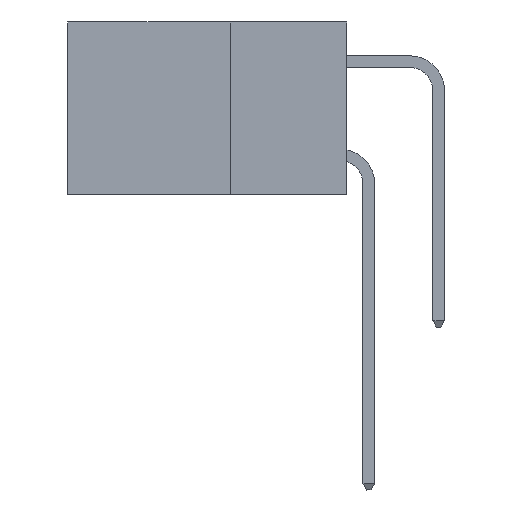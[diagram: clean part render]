
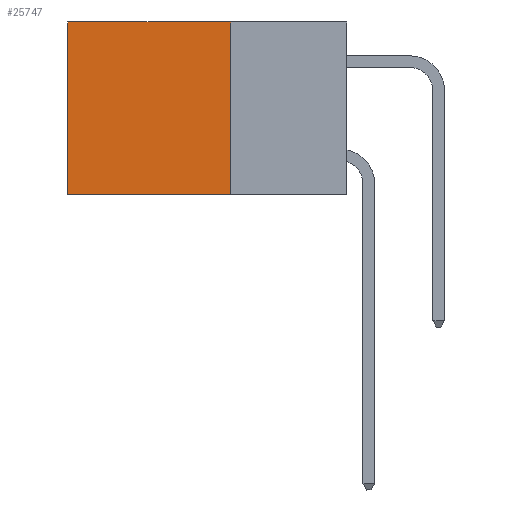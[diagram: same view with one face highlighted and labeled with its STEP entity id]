
A CAD part, left-side view. The second image highlights one B-rep face of the part: STEP entity #25747.
In plain terms, the highlighted planar face has unit normal (-1, 0, 0).
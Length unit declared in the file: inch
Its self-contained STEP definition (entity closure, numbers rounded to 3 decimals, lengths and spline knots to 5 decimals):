
#177 = VECTOR ( 'NONE', #11496, 39.37008 ) ;
#1132 = CARTESIAN_POINT ( 'NONE',  ( 0.2875, 0.25, -0.37 ) ) ;
#1526 = VERTEX_POINT ( 'NONE', #35364 ) ;
#2083 = DIRECTION ( 'NONE',  ( 0., 1., 0. ) ) ;
#2437 = PLANE ( 'NONE',  #10585 ) ;
#2629 = DIRECTION ( 'NONE',  ( 0., 0., -1. ) ) ;
#2825 = FACE_OUTER_BOUND ( 'NONE', #28985, .T. ) ;
#3947 = CARTESIAN_POINT ( 'NONE',  ( 0.2875, 0.25, 0. ) ) ;
#4040 = LINE ( 'NONE', #1132, #25730 ) ;
#5513 = CARTESIAN_POINT ( 'NONE',  ( 0.2875, 0.6, 0. ) ) ;
#8652 = CARTESIAN_POINT ( 'NONE',  ( 0.2875, 0.25, 0. ) ) ;
#9935 = CARTESIAN_POINT ( 'NONE',  ( 0.2875, 0.25, 0. ) ) ;
#10585 = AXIS2_PLACEMENT_3D ( 'NONE', #8652, #34837, #2629 ) ;
#11496 = DIRECTION ( 'NONE',  ( 0., 1., 0. ) ) ;
#13091 = DIRECTION ( 'NONE',  ( 0., 0., -1. ) ) ;
#15043 = ORIENTED_EDGE ( 'NONE', *, *, #35474, .T. ) ;
#15992 = LINE ( 'NONE', #27854, #17393 ) ;
#17393 = VECTOR ( 'NONE', #13091, 39.37008 ) ;
#17518 = LINE ( 'NONE', #9935, #23799 ) ;
#19830 = LINE ( 'NONE', #34767, #177 ) ;
#21128 = VERTEX_POINT ( 'NONE', #5513 ) ;
#22470 = ORIENTED_EDGE ( 'NONE', *, *, #27729, .T. ) ;
#23259 = ORIENTED_EDGE ( 'NONE', *, *, #34312, .F. ) ;
#23500 = VERTEX_POINT ( 'NONE', #3947 ) ;
#23799 = VECTOR ( 'NONE', #30324, 39.37008 ) ;
#25048 = ORIENTED_EDGE ( 'NONE', *, *, #36680, .F. ) ;
#25730 = VECTOR ( 'NONE', #2083, 39.37008 ) ;
#25747 = ADVANCED_FACE ( 'NONE', ( #2825 ), #2437, .F. ) ;
#27729 = EDGE_CURVE ( 'NONE', #21128, #31274, #15992, .T. ) ;
#27854 = CARTESIAN_POINT ( 'NONE',  ( 0.2875, 0.6, 0. ) ) ;
#28985 = EDGE_LOOP ( 'NONE', ( #22470, #23259, #25048, #15043 ) ) ;
#30324 = DIRECTION ( 'NONE',  ( 0., 0., -1. ) ) ;
#31274 = VERTEX_POINT ( 'NONE', #37612 ) ;
#34312 = EDGE_CURVE ( 'NONE', #1526, #31274, #4040, .T. ) ;
#34767 = CARTESIAN_POINT ( 'NONE',  ( 0.2875, 0.25, 0. ) ) ;
#34837 = DIRECTION ( 'NONE',  ( 1., 0., 0. ) ) ;
#35364 = CARTESIAN_POINT ( 'NONE',  ( 0.2875, 0.25, -0.37 ) ) ;
#35474 = EDGE_CURVE ( 'NONE', #23500, #21128, #19830, .T. ) ;
#36680 = EDGE_CURVE ( 'NONE', #23500, #1526, #17518, .T. ) ;
#37612 = CARTESIAN_POINT ( 'NONE',  ( 0.2875, 0.6, -0.37 ) ) ;
